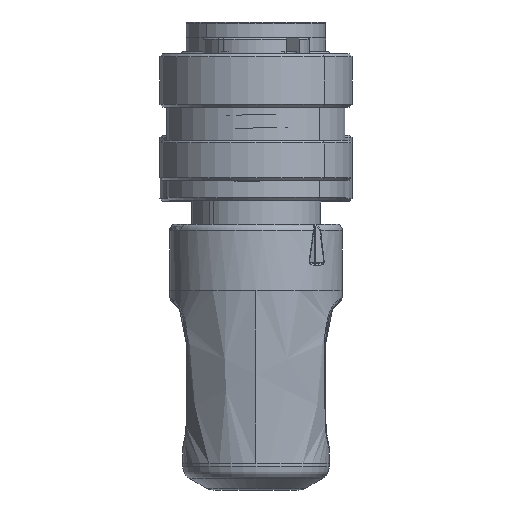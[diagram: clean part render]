
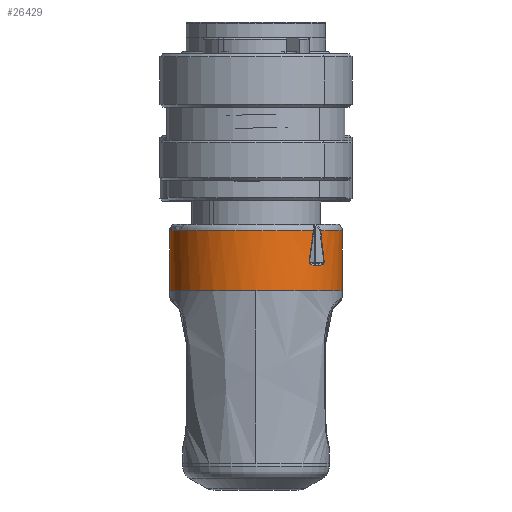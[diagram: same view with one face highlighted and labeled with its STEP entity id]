
A CAD part, left-side view. The second image highlights one B-rep face of the part: STEP entity #26429.
In plain terms, the highlighted cylindrical face has radius 6.5 mm (diameter 13 mm), a partial arc.
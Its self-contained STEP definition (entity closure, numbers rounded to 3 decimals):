
#87 = CIRCLE ( 'NONE', #36607, 6.5 ) ;
#420 = CIRCLE ( 'NONE', #22986, 6.5 ) ;
#727 = CARTESIAN_POINT ( 'NONE',  ( 5., 6.5, 0. ) ) ;
#1374 = CARTESIAN_POINT ( 'NONE',  ( 3.059, 4.994, -4.161 ) ) ;
#1971 = CARTESIAN_POINT ( 'NONE',  ( 0.896, 4.246, -4.923 ) ) ;
#2605 = B_SPLINE_CURVE_WITH_KNOTS ( 'NONE', 3,
 ( #29152, #9405, #18974, #25615, #10008, #28747, #31666, #28950, #38117, #6902 ),
 .UNSPECIFIED., .F., .F.,
 ( 4, 2, 2, 2, 4 ),
 ( 0., 0., 0., 0., 0.001 ),
 .UNSPECIFIED. ) ;
#2648 = VECTOR ( 'NONE', #9648, 1000. ) ;
#2972 = DIRECTION ( 'NONE',  ( 0., 0., -1. ) ) ;
#3714 = DIRECTION ( 'NONE',  ( 1., 0., 0. ) ) ;
#3820 = CARTESIAN_POINT ( 'NONE',  ( 0.5, 4.864, -4.312 ) ) ;
#3924 = CARTESIAN_POINT ( 'NONE',  ( 0.5, 4.864, -4.312 ) ) ;
#3927 = DIRECTION ( 'NONE',  ( -1., 0., 0. ) ) ;
#4867 = ORIENTED_EDGE ( 'NONE', *, *, #8218, .T. ) ;
#5521 = CARTESIAN_POINT ( 'NONE',  ( 2.889, 5.133, -3.988 ) ) ;
#5585 = ORIENTED_EDGE ( 'NONE', *, *, #18058, .F. ) ;
#5822 = VERTEX_POINT ( 'NONE', #3820 ) ;
#6110 = AXIS2_PLACEMENT_3D ( 'NONE', #25542, #3714, #40996 ) ;
#6424 = CARTESIAN_POINT ( 'NONE',  ( 2.489, 5.097, -4.034 ) ) ;
#6902 = CARTESIAN_POINT ( 'NONE',  ( 3.1, 4.469, -4.72 ) ) ;
#7601 = CARTESIAN_POINT ( 'NONE',  ( 2.09, 4.079, -5.062 ) ) ;
#8218 = EDGE_CURVE ( 'NONE', #35687, #5822, #34094, .T. ) ;
#8400 = EDGE_LOOP ( 'NONE', ( #21225, #32770, #12321, #34977, #37188, #35676, #15512, #19512, #4867, #25189, #5585 ) ) ;
#8714 = EDGE_CURVE ( 'NONE', #40008, #35687, #30608, .T. ) ;
#9405 = CARTESIAN_POINT ( 'NONE',  ( 2.92, 3.984, -5.136 ) ) ;
#9458 = CARTESIAN_POINT ( 'NONE',  ( 0.5, 0., 0. ) ) ;
#9648 = DIRECTION ( 'NONE',  ( -1., 0., 0. ) ) ;
#9809 = AXIS2_PLACEMENT_3D ( 'NONE', #32639, #22848, #35961 ) ;
#10008 = CARTESIAN_POINT ( 'NONE',  ( 3.006, 4.052, -5.083 ) ) ;
#10509 = CARTESIAN_POINT ( 'NONE',  ( 2.99, 5.099, -4.032 ) ) ;
#10550 = EDGE_CURVE ( 'NONE', #21357, #38439, #2605, .T. ) ;
#10746 = B_SPLINE_CURVE_WITH_KNOTS ( 'NONE', 3,
 ( #23588, #1971, #20877, #7601, #30256, #32983 ),
 .UNSPECIFIED., .F., .F.,
 ( 4, 2, 4 ),
 ( 0., 0.001, 0.002 ),
 .UNSPECIFIED. ) ;
#10947 = AXIS2_PLACEMENT_3D ( 'NONE', #9458, #34860, #27989 ) ;
#12248 = CARTESIAN_POINT ( 'NONE',  ( 3.1, 4.469, -4.72 ) ) ;
#12321 = ORIENTED_EDGE ( 'NONE', *, *, #16605, .T. ) ;
#12559 = EDGE_CURVE ( 'NONE', #41032, #21469, #36196, .T. ) ;
#12687 = CIRCLE ( 'NONE', #6110, 6.5 ) ;
#12789 = LINE ( 'NONE', #28183, #2648 ) ;
#13516 = CARTESIAN_POINT ( 'NONE',  ( 0.897, 4.916, -4.253 ) ) ;
#13714 = DIRECTION ( 'NONE',  ( -1., 0., 0. ) ) ;
#14069 = CARTESIAN_POINT ( 'NONE',  ( 2.92, 5.136, -3.984 ) ) ;
#14478 = CARTESIAN_POINT ( 'NONE',  ( 3.1, 4.802, -4.383 ) ) ;
#14964 = CARTESIAN_POINT ( 'NONE',  ( 5., 0., -6.5 ) ) ;
#15512 = ORIENTED_EDGE ( 'NONE', *, *, #39561, .T. ) ;
#16207 = CARTESIAN_POINT ( 'NONE',  ( 2.889, 5.133, -3.988 ) ) ;
#16605 = EDGE_CURVE ( 'NONE', #31307, #41032, #39072, .T. ) ;
#16729 = CARTESIAN_POINT ( 'NONE',  ( 0.5, 0., 6.5 ) ) ;
#17797 = CIRCLE ( 'NONE', #9809, 6.5 ) ;
#18058 = EDGE_CURVE ( 'NONE', #24715, #29008, #12789, .T. ) ;
#18461 = AXIS2_PLACEMENT_3D ( 'NONE', #23647, #3927, #29702 ) ;
#18649 = CARTESIAN_POINT ( 'NONE',  ( 0.5, 0., -6.5 ) ) ;
#18974 = CARTESIAN_POINT ( 'NONE',  ( 2.949, 3.997, -5.126 ) ) ;
#19512 = ORIENTED_EDGE ( 'NONE', *, *, #8714, .T. ) ;
#20676 = CARTESIAN_POINT ( 'NONE',  ( 3.006, 5.082, -4.052 ) ) ;
#20877 = CARTESIAN_POINT ( 'NONE',  ( 1.293, 4.186, -4.973 ) ) ;
#21225 = ORIENTED_EDGE ( 'NONE', *, *, #26342, .T. ) ;
#21357 = VERTEX_POINT ( 'NONE', #38216 ) ;
#21469 = VERTEX_POINT ( 'NONE', #33204 ) ;
#21654 = DIRECTION ( 'NONE',  ( -1., 0., 0. ) ) ;
#22315 = CARTESIAN_POINT ( 'NONE',  ( 5., 0., 6.5 ) ) ;
#22848 = DIRECTION ( 'NONE',  ( -1., 0., 0. ) ) ;
#22986 = AXIS2_PLACEMENT_3D ( 'NONE', #31466, #25196, #2972 ) ;
#23588 = CARTESIAN_POINT ( 'NONE',  ( 0.5, 4.307, -4.868 ) ) ;
#23647 = CARTESIAN_POINT ( 'NONE',  ( 0., 0., 0. ) ) ;
#24715 = VERTEX_POINT ( 'NONE', #22315 ) ;
#25189 = ORIENTED_EDGE ( 'NONE', *, *, #39156, .T. ) ;
#25196 = DIRECTION ( 'NONE',  ( 1., 0., 0. ) ) ;
#25542 = CARTESIAN_POINT ( 'NONE',  ( 3.1, 0., 0. ) ) ;
#25615 = CARTESIAN_POINT ( 'NONE',  ( 2.991, 4.031, -5.099 ) ) ;
#25751 = CARTESIAN_POINT ( 'NONE',  ( 1.294, 4.966, -4.194 ) ) ;
#26171 = CARTESIAN_POINT ( 'NONE',  ( 2.09, 5.057, -4.085 ) ) ;
#26342 = EDGE_CURVE ( 'NONE', #24715, #27160, #17797, .T. ) ;
#26429 = ADVANCED_FACE ( 'NONE', ( #32433 ), #35567, .T. ) ;
#27160 = VERTEX_POINT ( 'NONE', #727 ) ;
#27989 = DIRECTION ( 'NONE',  ( 0., 0., -1. ) ) ;
#28183 = CARTESIAN_POINT ( 'NONE',  ( 0., 0., 6.5 ) ) ;
#28311 = DIRECTION ( 'NONE',  ( 0., 0., 1. ) ) ;
#28747 = CARTESIAN_POINT ( 'NONE',  ( 3.044, 4.116, -5.031 ) ) ;
#28950 = CARTESIAN_POINT ( 'NONE',  ( 3.093, 4.293, -4.882 ) ) ;
#29008 = VERTEX_POINT ( 'NONE', #16729 ) ;
#29152 = CARTESIAN_POINT ( 'NONE',  ( 2.89, 3.987, -5.134 ) ) ;
#29702 = DIRECTION ( 'NONE',  ( 0., 0., 1. ) ) ;
#30060 = CARTESIAN_POINT ( 'NONE',  ( 3.1, 4.72, -4.469 ) ) ;
#30256 = CARTESIAN_POINT ( 'NONE',  ( 2.489, 4.03, -5.1 ) ) ;
#30608 = B_SPLINE_CURVE_WITH_KNOTS ( 'NONE', 3,
 ( #30060, #14478, #33189, #1374, #39028, #20676, #10509, #39236, #14069, #33400 ),
 .UNSPECIFIED., .F., .F.,
 ( 4, 2, 2, 2, 4 ),
 ( 0., 0., 0.001, 0.001, 0.001 ),
 .UNSPECIFIED. ) ;
#31238 = CARTESIAN_POINT ( 'NONE',  ( 5., 0., 0. ) ) ;
#31307 = VERTEX_POINT ( 'NONE', #14964 ) ;
#31466 = CARTESIAN_POINT ( 'NONE',  ( 0.5, 0., 0. ) ) ;
#31666 = CARTESIAN_POINT ( 'NONE',  ( 3.059, 4.16, -4.995 ) ) ;
#32271 = EDGE_CURVE ( 'NONE', #21469, #21357, #10746, .T. ) ;
#32433 = FACE_OUTER_BOUND ( 'NONE', #8400, .T. ) ;
#32639 = CARTESIAN_POINT ( 'NONE',  ( 5., 0., 0. ) ) ;
#32770 = ORIENTED_EDGE ( 'NONE', *, *, #40244, .T. ) ;
#32983 = CARTESIAN_POINT ( 'NONE',  ( 2.89, 3.987, -5.134 ) ) ;
#33189 = CARTESIAN_POINT ( 'NONE',  ( 3.093, 4.881, -4.294 ) ) ;
#33204 = CARTESIAN_POINT ( 'NONE',  ( 0.5, 4.307, -4.868 ) ) ;
#33400 = CARTESIAN_POINT ( 'NONE',  ( 2.889, 5.133, -3.988 ) ) ;
#34094 = B_SPLINE_CURVE_WITH_KNOTS ( 'NONE', 3,
 ( #16207, #6424, #26171, #25751, #13516, #3924 ),
 .UNSPECIFIED., .F., .F.,
 ( 4, 2, 4 ),
 ( 0., 0.001, 0.002 ),
 .UNSPECIFIED. ) ;
#34860 = DIRECTION ( 'NONE',  ( 1., 0., 0. ) ) ;
#34977 = ORIENTED_EDGE ( 'NONE', *, *, #12559, .T. ) ;
#35567 = CYLINDRICAL_SURFACE ( 'NONE', #18461, 6.5 ) ;
#35676 = ORIENTED_EDGE ( 'NONE', *, *, #10550, .T. ) ;
#35687 = VERTEX_POINT ( 'NONE', #5521 ) ;
#35961 = DIRECTION ( 'NONE',  ( 0., 0., 1. ) ) ;
#36158 = CARTESIAN_POINT ( 'NONE',  ( 0., 0., -6.5 ) ) ;
#36196 = CIRCLE ( 'NONE', #10947, 6.5 ) ;
#36607 = AXIS2_PLACEMENT_3D ( 'NONE', #31238, #21654, #28311 ) ;
#37188 = ORIENTED_EDGE ( 'NONE', *, *, #32271, .T. ) ;
#38117 = CARTESIAN_POINT ( 'NONE',  ( 3.1, 4.382, -4.802 ) ) ;
#38216 = CARTESIAN_POINT ( 'NONE',  ( 2.89, 3.987, -5.134 ) ) ;
#38439 = VERTEX_POINT ( 'NONE', #12248 ) ;
#38550 = CARTESIAN_POINT ( 'NONE',  ( 3.1, 4.72, -4.469 ) ) ;
#39028 = CARTESIAN_POINT ( 'NONE',  ( 3.044, 5.031, -4.116 ) ) ;
#39072 = LINE ( 'NONE', #36158, #40451 ) ;
#39156 = EDGE_CURVE ( 'NONE', #5822, #29008, #420, .T. ) ;
#39236 = CARTESIAN_POINT ( 'NONE',  ( 2.949, 5.125, -3.998 ) ) ;
#39561 = EDGE_CURVE ( 'NONE', #38439, #40008, #12687, .T. ) ;
#40008 = VERTEX_POINT ( 'NONE', #38550 ) ;
#40244 = EDGE_CURVE ( 'NONE', #27160, #31307, #87, .T. ) ;
#40451 = VECTOR ( 'NONE', #13714, 1000. ) ;
#40996 = DIRECTION ( 'NONE',  ( 0., 0., 1. ) ) ;
#41032 = VERTEX_POINT ( 'NONE', #18649 ) ;
